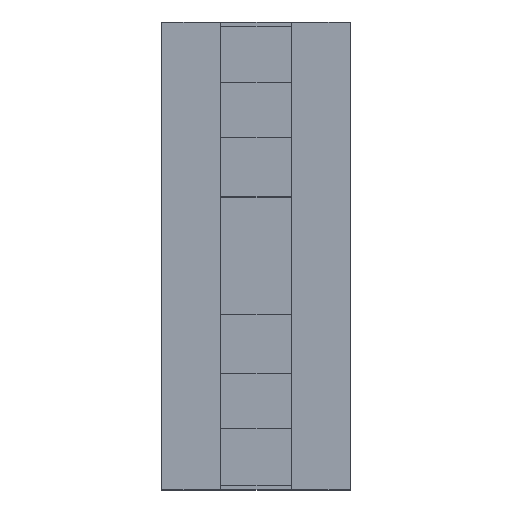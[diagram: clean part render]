
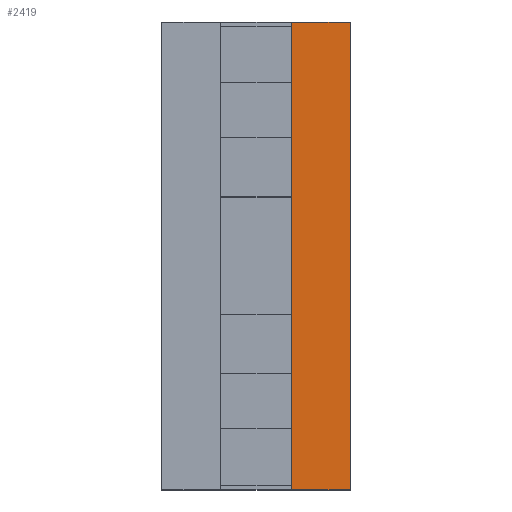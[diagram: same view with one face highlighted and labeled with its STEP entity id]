
A CAD part, top view. The second image highlights one B-rep face of the part: STEP entity #2419.
In plain terms, the highlighted face is planar.
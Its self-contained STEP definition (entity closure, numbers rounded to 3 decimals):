
#21 = VERTEX_POINT ( 'NONE', #4210 ) ;
#76 = EDGE_CURVE ( 'NONE', #2711, #21, #2831, .T. ) ;
#169 = VECTOR ( 'NONE', #4478, 1000. ) ;
#195 = VECTOR ( 'NONE', #2827, 1000. ) ;
#430 = EDGE_CURVE ( 'NONE', #2711, #4401, #3460, .T. ) ;
#538 = CARTESIAN_POINT ( 'NONE',  ( -15., 59.5, 24. ) ) ;
#660 = CARTESIAN_POINT ( 'NONE',  ( -15., -59.5, 24. ) ) ;
#688 = ORIENTED_EDGE ( 'NONE', *, *, #4234, .F. ) ;
#769 = DIRECTION ( 'NONE',  ( 0., 0., -1. ) ) ;
#816 = CARTESIAN_POINT ( 'NONE',  ( -15., 59.5, 24. ) ) ;
#1429 = CARTESIAN_POINT ( 'NONE',  ( -15., -59.5, 9. ) ) ;
#1537 = DIRECTION ( 'NONE',  ( 0., 1., 0. ) ) ;
#1557 = EDGE_CURVE ( 'NONE', #21, #4102, #3800, .T. ) ;
#1565 = DIRECTION ( 'NONE',  ( 0., 0., -1. ) ) ;
#1888 = ORIENTED_EDGE ( 'NONE', *, *, #76, .T. ) ;
#2144 = CARTESIAN_POINT ( 'NONE',  ( -15., 59.5, 24. ) ) ;
#2419 = ADVANCED_FACE ( 'NONE', ( #3598 ), #4305, .F. ) ;
#2424 = AXIS2_PLACEMENT_3D ( 'NONE', #816, #3960, #1537 ) ;
#2711 = VERTEX_POINT ( 'NONE', #538 ) ;
#2827 = DIRECTION ( 'NONE',  ( 0., -1., 0. ) ) ;
#2831 = LINE ( 'NONE', #4231, #4047 ) ;
#3137 = CARTESIAN_POINT ( 'NONE',  ( -15., -59.5, 9. ) ) ;
#3386 = VECTOR ( 'NONE', #1565, 1000. ) ;
#3460 = LINE ( 'NONE', #2144, #195 ) ;
#3541 = ORIENTED_EDGE ( 'NONE', *, *, #1557, .T. ) ;
#3598 = FACE_OUTER_BOUND ( 'NONE', #3782, .T. ) ;
#3622 = ORIENTED_EDGE ( 'NONE', *, *, #430, .F. ) ;
#3782 = EDGE_LOOP ( 'NONE', ( #3541, #688, #3622, #1888 ) ) ;
#3800 = LINE ( 'NONE', #3137, #169 ) ;
#3960 = DIRECTION ( 'NONE',  ( 1., 0., 0. ) ) ;
#4010 = CARTESIAN_POINT ( 'NONE',  ( -15., -59.5, 24. ) ) ;
#4047 = VECTOR ( 'NONE', #769, 1000. ) ;
#4102 = VERTEX_POINT ( 'NONE', #1429 ) ;
#4210 = CARTESIAN_POINT ( 'NONE',  ( -15., 59.5, 9. ) ) ;
#4231 = CARTESIAN_POINT ( 'NONE',  ( -15., 59.5, 24. ) ) ;
#4234 = EDGE_CURVE ( 'NONE', #4401, #4102, #4377, .T. ) ;
#4305 = PLANE ( 'NONE',  #2424 ) ;
#4377 = LINE ( 'NONE', #4010, #3386 ) ;
#4401 = VERTEX_POINT ( 'NONE', #660 ) ;
#4478 = DIRECTION ( 'NONE',  ( 0., -1., 0. ) ) ;
